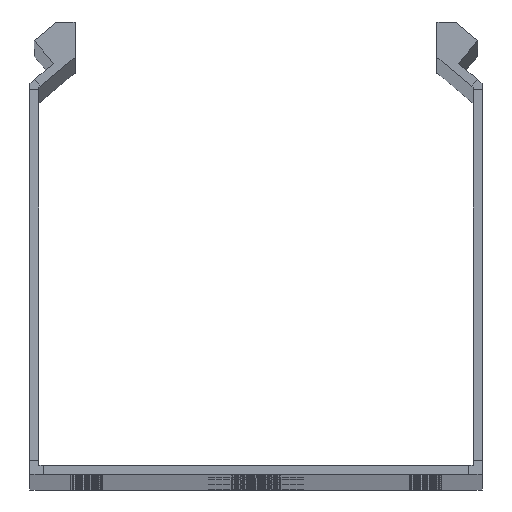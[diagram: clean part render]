
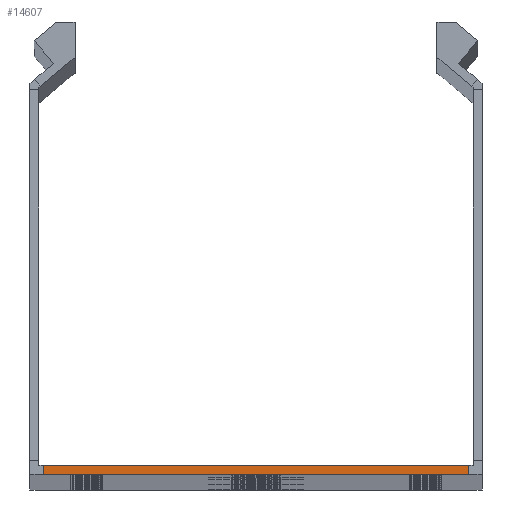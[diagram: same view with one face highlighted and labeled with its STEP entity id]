
A CAD part, top view. The second image highlights one B-rep face of the part: STEP entity #14607.
In plain terms, the highlighted planar face has unit normal (0, 0, 1).
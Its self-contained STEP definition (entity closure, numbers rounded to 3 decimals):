
#1685 = CARTESIAN_POINT ( 'NONE',  ( 47., 2., 1000. ) ) ;
#1718 = EDGE_LOOP ( 'NONE', ( #21712, #35272, #6435, #23176 ) ) ;
#1902 = EDGE_CURVE ( 'NONE', #30075, #16336, #14402, .T. ) ;
#2441 = DIRECTION ( 'NONE',  ( 0., 0., 1. ) ) ;
#6435 = ORIENTED_EDGE ( 'NONE', *, *, #30407, .T. ) ;
#8572 = CARTESIAN_POINT ( 'NONE',  ( -47., 0., 1000. ) ) ;
#9936 = LINE ( 'NONE', #32123, #44095 ) ;
#10390 = VECTOR ( 'NONE', #23257, 1000. ) ;
#10898 = DIRECTION ( 'NONE',  ( 0., -1., 0. ) ) ;
#12218 = CARTESIAN_POINT ( 'NONE',  ( -47., 2., 1000. ) ) ;
#13927 = LINE ( 'NONE', #35732, #29930 ) ;
#14402 = LINE ( 'NONE', #25987, #19926 ) ;
#14607 = ADVANCED_FACE ( 'NONE', ( #15976 ), #23510, .T. ) ;
#14697 = EDGE_CURVE ( 'NONE', #34517, #16336, #9936, .T. ) ;
#15976 = FACE_OUTER_BOUND ( 'NONE', #1718, .T. ) ;
#16336 = VERTEX_POINT ( 'NONE', #8572 ) ;
#18604 = DIRECTION ( 'NONE',  ( -1., 0., 0. ) ) ;
#19909 = CARTESIAN_POINT ( 'NONE',  ( 47., 0., 1000. ) ) ;
#19926 = VECTOR ( 'NONE', #18604, 1000. ) ;
#21712 = ORIENTED_EDGE ( 'NONE', *, *, #1902, .F. ) ;
#23176 = ORIENTED_EDGE ( 'NONE', *, *, #14697, .T. ) ;
#23257 = DIRECTION ( 'NONE',  ( 0., 1., 0. ) ) ;
#23510 = PLANE ( 'NONE',  #32179 ) ;
#25987 = CARTESIAN_POINT ( 'NONE',  ( -50., 0., 1000. ) ) ;
#27725 = EDGE_CURVE ( 'NONE', #30075, #35041, #34628, .T. ) ;
#29930 = VECTOR ( 'NONE', #32015, 1000. ) ;
#30075 = VERTEX_POINT ( 'NONE', #19909 ) ;
#30331 = DIRECTION ( 'NONE',  ( 1., 0., 0. ) ) ;
#30407 = EDGE_CURVE ( 'NONE', #35041, #34517, #13927, .T. ) ;
#32015 = DIRECTION ( 'NONE',  ( -1., 0., 0. ) ) ;
#32123 = CARTESIAN_POINT ( 'NONE',  ( -47., 2., 1000. ) ) ;
#32179 = AXIS2_PLACEMENT_3D ( 'NONE', #34319, #2441, #30331 ) ;
#34319 = CARTESIAN_POINT ( 'NONE',  ( 48., 3., 1000. ) ) ;
#34517 = VERTEX_POINT ( 'NONE', #12218 ) ;
#34628 = LINE ( 'NONE', #37459, #10390 ) ;
#35041 = VERTEX_POINT ( 'NONE', #1685 ) ;
#35272 = ORIENTED_EDGE ( 'NONE', *, *, #27725, .T. ) ;
#35732 = CARTESIAN_POINT ( 'NONE',  ( -50., 2., 1000. ) ) ;
#37459 = CARTESIAN_POINT ( 'NONE',  ( 47., 0., 1000. ) ) ;
#44095 = VECTOR ( 'NONE', #10898, 1000. ) ;
